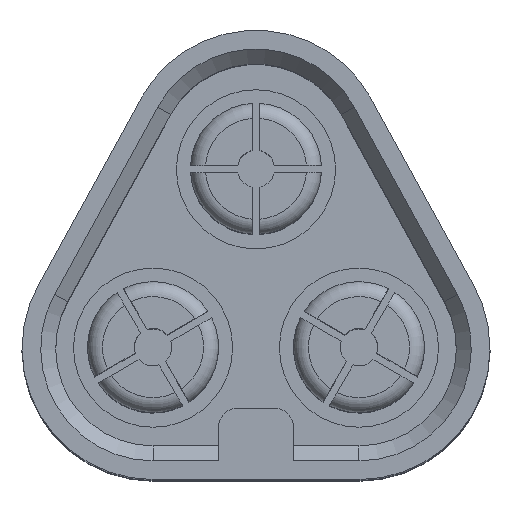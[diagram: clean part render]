
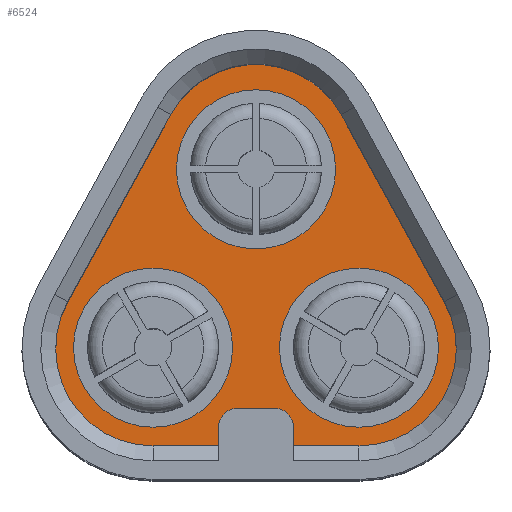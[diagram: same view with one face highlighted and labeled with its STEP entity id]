
A CAD part, top view. The second image highlights one B-rep face of the part: STEP entity #6524.
In plain terms, the highlighted planar face has unit normal (0, 0, 1).
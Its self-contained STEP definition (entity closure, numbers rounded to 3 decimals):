
#435=FACE_BOUND('',#1195,.T.);
#436=FACE_BOUND('',#1196,.T.);
#437=FACE_BOUND('',#1197,.T.);
#506=PLANE('',#7043);
#803=FACE_OUTER_BOUND('',#1194,.T.);
#1194=EDGE_LOOP('',(#4884,#4885,#4886,#4887,#4888,#4889,#4890,#4891,#4892,
#4893,#4894,#4895));
#1195=EDGE_LOOP('',(#4896));
#1196=EDGE_LOOP('',(#4897));
#1197=EDGE_LOOP('',(#4898));
#1604=LINE('',#10265,#2103);
#1608=LINE('',#10274,#2107);
#1611=LINE('',#10282,#2110);
#1614=LINE('',#10290,#2113);
#1641=LINE('',#10362,#2140);
#1642=LINE('',#10366,#2141);
#1643=LINE('',#10369,#2142);
#2103=VECTOR('',#8141,10.);
#2107=VECTOR('',#8151,10.);
#2110=VECTOR('',#8160,10.);
#2113=VECTOR('',#8169,10.);
#2140=VECTOR('',#8244,10.);
#2141=VECTOR('',#8247,10.);
#2142=VECTOR('',#8250,10.);
#2605=CIRCLE('',#7012,2.6);
#2606=CIRCLE('',#7015,2.6);
#2607=CIRCLE('',#7018,2.6);
#2616=CIRCLE('',#7044,0.5);
#2617=CIRCLE('',#7045,0.5);
#2618=CIRCLE('',#7046,2.125);
#2619=CIRCLE('',#7047,2.125);
#2620=CIRCLE('',#7048,2.125);
#3061=VERTEX_POINT('',#10262);
#3062=VERTEX_POINT('',#10264);
#3063=VERTEX_POINT('',#10268);
#3064=VERTEX_POINT('',#10272);
#3065=VERTEX_POINT('',#10276);
#3066=VERTEX_POINT('',#10280);
#3067=VERTEX_POINT('',#10284);
#3068=VERTEX_POINT('',#10288);
#3089=VERTEX_POINT('',#10361);
#3090=VERTEX_POINT('',#10363);
#3091=VERTEX_POINT('',#10365);
#3092=VERTEX_POINT('',#10367);
#3093=VERTEX_POINT('',#10370);
#3094=VERTEX_POINT('',#10372);
#3095=VERTEX_POINT('',#10374);
#3710=EDGE_CURVE('',#3061,#3062,#1604,.T.);
#3713=EDGE_CURVE('',#3063,#3061,#2605,.T.);
#3715=EDGE_CURVE('',#3064,#3063,#1608,.T.);
#3717=EDGE_CURVE('',#3065,#3064,#2606,.T.);
#3719=EDGE_CURVE('',#3066,#3065,#1611,.T.);
#3721=EDGE_CURVE('',#3067,#3066,#2607,.T.);
#3723=EDGE_CURVE('',#3068,#3067,#1614,.T.);
#3758=EDGE_CURVE('',#3089,#3068,#1641,.T.);
#3759=EDGE_CURVE('',#3090,#3089,#2616,.T.);
#3760=EDGE_CURVE('',#3091,#3090,#1642,.T.);
#3761=EDGE_CURVE('',#3092,#3091,#2617,.T.);
#3762=EDGE_CURVE('',#3062,#3092,#1643,.T.);
#3763=EDGE_CURVE('',#3093,#3093,#2618,.T.);
#3764=EDGE_CURVE('',#3094,#3094,#2619,.T.);
#3765=EDGE_CURVE('',#3095,#3095,#2620,.T.);
#4884=ORIENTED_EDGE('',*,*,#3710,.F.);
#4885=ORIENTED_EDGE('',*,*,#3713,.F.);
#4886=ORIENTED_EDGE('',*,*,#3715,.F.);
#4887=ORIENTED_EDGE('',*,*,#3717,.F.);
#4888=ORIENTED_EDGE('',*,*,#3719,.F.);
#4889=ORIENTED_EDGE('',*,*,#3721,.F.);
#4890=ORIENTED_EDGE('',*,*,#3723,.F.);
#4891=ORIENTED_EDGE('',*,*,#3758,.F.);
#4892=ORIENTED_EDGE('',*,*,#3759,.F.);
#4893=ORIENTED_EDGE('',*,*,#3760,.F.);
#4894=ORIENTED_EDGE('',*,*,#3761,.F.);
#4895=ORIENTED_EDGE('',*,*,#3762,.F.);
#4896=ORIENTED_EDGE('',*,*,#3763,.T.);
#4897=ORIENTED_EDGE('',*,*,#3764,.T.);
#4898=ORIENTED_EDGE('',*,*,#3765,.T.);
#6524=ADVANCED_FACE('',(#803,#435,#436,#437),#506,.T.);
#7012=AXIS2_PLACEMENT_3D('',#10270,#8146,#8147);
#7015=AXIS2_PLACEMENT_3D('',#10278,#8155,#8156);
#7018=AXIS2_PLACEMENT_3D('',#10286,#8164,#8165);
#7043=AXIS2_PLACEMENT_3D('',#10360,#8242,#8243);
#7044=AXIS2_PLACEMENT_3D('',#10364,#8245,#8246);
#7045=AXIS2_PLACEMENT_3D('',#10368,#8248,#8249);
#7046=AXIS2_PLACEMENT_3D('',#10371,#8251,#8252);
#7047=AXIS2_PLACEMENT_3D('',#10373,#8253,#8254);
#7048=AXIS2_PLACEMENT_3D('',#10375,#8255,#8256);
#8141=DIRECTION('',(-1.,0.,0.));
#8146=DIRECTION('center_axis',(0.,0.,-1.));
#8147=DIRECTION('ref_axis',(0.,1.,0.));
#8151=DIRECTION('',(0.482,-0.876,0.));
#8155=DIRECTION('center_axis',(0.,0.,-1.));
#8156=DIRECTION('ref_axis',(-0.876,-0.482,0.));
#8160=DIRECTION('',(0.482,0.876,0.));
#8164=DIRECTION('center_axis',(0.,0.,-1.));
#8165=DIRECTION('ref_axis',(0.876,-0.482,0.));
#8169=DIRECTION('',(-1.,0.,0.));
#8242=DIRECTION('center_axis',(0.,0.,1.));
#8243=DIRECTION('ref_axis',(1.,0.,0.));
#8244=DIRECTION('',(0.,-1.,0.));
#8245=DIRECTION('center_axis',(0.,0.,1.));
#8246=DIRECTION('ref_axis',(0.,1.,0.));
#8247=DIRECTION('',(-1.,0.,0.));
#8248=DIRECTION('center_axis',(0.,0.,1.));
#8249=DIRECTION('ref_axis',(1.,0.,0.));
#8250=DIRECTION('',(0.,1.,0.));
#8251=DIRECTION('center_axis',(0.,0.,-1.));
#8252=DIRECTION('ref_axis',(-1.,0.,0.));
#8253=DIRECTION('center_axis',(0.,0.,-1.));
#8254=DIRECTION('ref_axis',(-1.,0.,0.));
#8255=DIRECTION('center_axis',(0.,0.,-1.));
#8256=DIRECTION('ref_axis',(-1.,0.,0.));
#10262=CARTESIAN_POINT('',(2.75,-4.227,0.));
#10264=CARTESIAN_POINT('',(1.,-4.227,0.));
#10265=CARTESIAN_POINT('',(2.75,-4.227,0.));
#10268=CARTESIAN_POINT('',(5.028,-0.374,0.));
#10270=CARTESIAN_POINT('Origin',(2.75,-1.627,0.));
#10272=CARTESIAN_POINT('',(2.278,4.626,0.));
#10274=CARTESIAN_POINT('',(2.278,4.626,0.));
#10276=CARTESIAN_POINT('',(-2.278,4.626,0.));
#10278=CARTESIAN_POINT('Origin',(0.,3.373,0.));
#10280=CARTESIAN_POINT('',(-5.028,-0.374,0.));
#10282=CARTESIAN_POINT('',(-5.028,-0.374,0.));
#10284=CARTESIAN_POINT('',(-2.75,-4.227,0.));
#10286=CARTESIAN_POINT('Origin',(-2.75,-1.627,0.));
#10288=CARTESIAN_POINT('',(-1.,-4.227,0.));
#10290=CARTESIAN_POINT('',(-1.,-4.227,0.));
#10360=CARTESIAN_POINT('Origin',(0.,0.873,0.));
#10361=CARTESIAN_POINT('',(-1.,-3.727,0.));
#10362=CARTESIAN_POINT('',(-1.,-3.727,0.));
#10363=CARTESIAN_POINT('',(-0.5,-3.227,0.));
#10364=CARTESIAN_POINT('Origin',(-0.5,-3.727,0.));
#10365=CARTESIAN_POINT('',(0.5,-3.227,0.));
#10366=CARTESIAN_POINT('',(0.5,-3.227,0.));
#10367=CARTESIAN_POINT('',(1.,-3.727,0.));
#10368=CARTESIAN_POINT('Origin',(0.5,-3.727,0.));
#10369=CARTESIAN_POINT('',(1.,-4.227,0.));
#10370=CARTESIAN_POINT('',(4.875,-1.588,0.));
#10371=CARTESIAN_POINT('Origin',(2.75,-1.588,0.));
#10372=CARTESIAN_POINT('',(-0.625,-1.588,0.));
#10373=CARTESIAN_POINT('Origin',(-2.75,-1.588,0.));
#10374=CARTESIAN_POINT('',(2.125,3.175,0.));
#10375=CARTESIAN_POINT('Origin',(0.,3.175,
0.));
